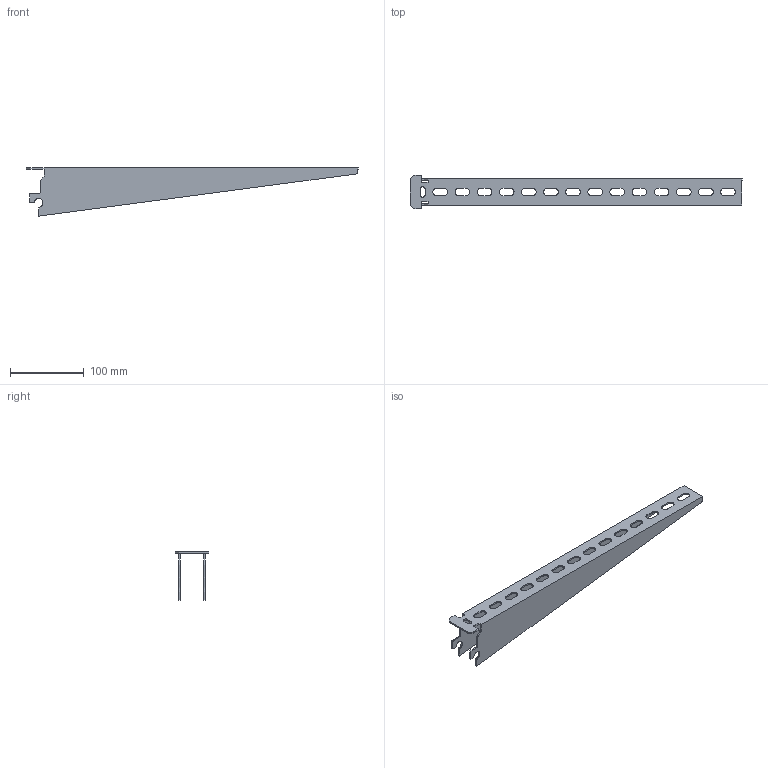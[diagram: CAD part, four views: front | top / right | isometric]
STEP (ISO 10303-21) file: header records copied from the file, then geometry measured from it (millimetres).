
FILE_DESCRIPTION(/* description */ (''),/* implementation_level */ '2;1');
FILE_NAME(/* name */ '',/* time_stamp */ '2023-05-17T11:59:30+03:00',/* author */ ('Man88'),/* organization */ (''),/* preprocessor_version */ 'ST-DEVELOPER v19.2',/* originating_system */ 'Autodesk Inventor 2023',/* authorisation */ '');
FILE_SCHEMA (('AUTOMOTIVE_DESIGN { 1 0 10303 214 3 1 1 }'));
Length unit declared in the file: millimetre
Products named in the file (1): Полка кабельная 
L450x2.0 мм,К1163-2.0 N
Bounding box: 450 x 46 x 65.5 mm (x, y, z)
Volume: 87163.1 mm3; surface area: 91175.2 mm2
Topology: 1 solids, 1 shells, 128 faces, 378 edges, 252 vertices
Faces by surface type: plane 70, cylinder 58
Entity records: 4529 total; most frequent: CARTESIAN_POINT 759, ORIENTED_EDGE 756, DIRECTION 752, EDGE_CURVE 378, LINE 262, VECTOR 262, VERTEX_POINT 252, AXIS2_PLACEMENT_3D 245
